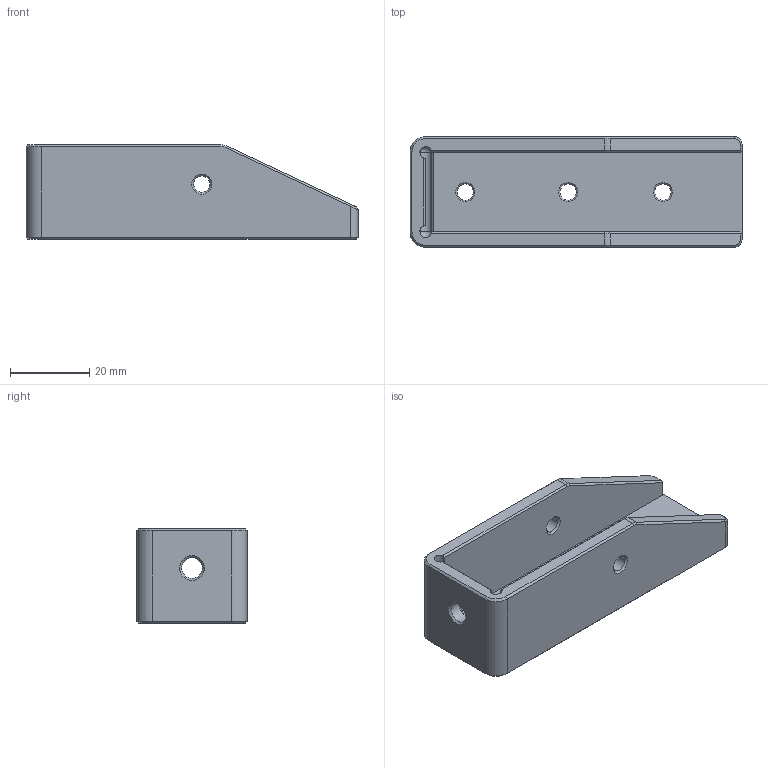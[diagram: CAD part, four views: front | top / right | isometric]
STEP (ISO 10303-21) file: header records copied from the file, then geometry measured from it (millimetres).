
FILE_DESCRIPTION(/* description */ (''),/* implementation_level */ '2;1');
FILE_NAME(/* name */ 'tiny-m_drill_guide.step.step',/* time_stamp */ '2021-02-03T16:17:30+00:00',/* author */ (''),/* organization */ (''),/* preprocessor_version */ 'ST-DEVELOPER v18.1',/* originating_system */ 'Autodesk Translation Framework v9.7.1.1290',/* authorisation */ '');
FILE_SCHEMA (('AUTOMOTIVE_DESIGN { 1 0 10303 214 3 1 1 }'));
Length unit declared in the file: millimetre
Products named in the file (1): Drill_Guide
Bounding box: 84 x 28 x 24 mm (x, y, z)
Volume: 20914.9 mm3; surface area: 12136.1 mm2
Topology: 1 solids, 1 shells, 81 faces, 199 edges, 118 vertices
Faces by surface type: plane 36, cone 22, cylinder 17, bspline 4, sphere 2
Full cylindrical faces by diameter (mm): 4.1 x5, 5.25 x1
Entity records: 2462 total; most frequent: CARTESIAN_POINT 493, DIRECTION 411, ORIENTED_EDGE 394, EDGE_CURVE 197, AXIS2_PLACEMENT_3D 144, LINE 123, VECTOR 123, VERTEX_POINT 118
